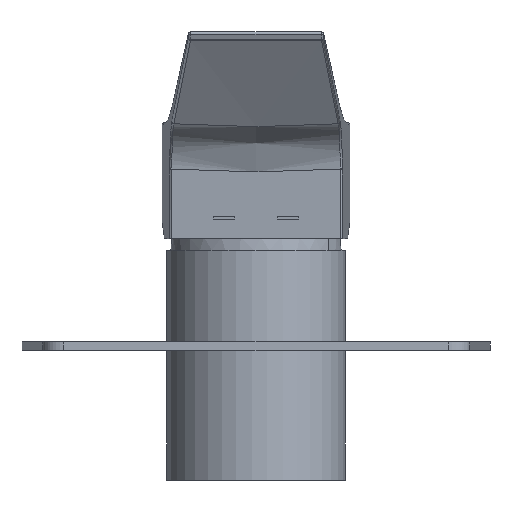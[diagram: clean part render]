
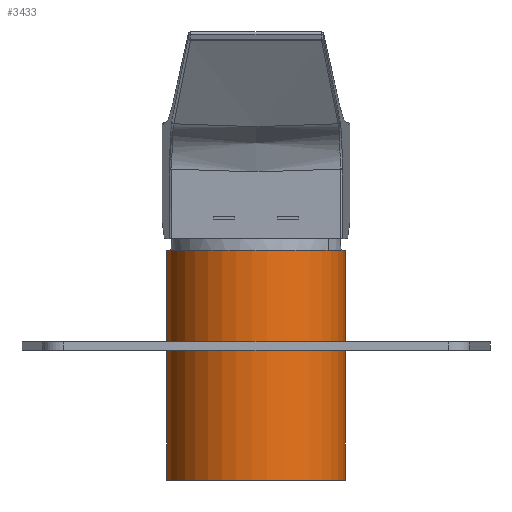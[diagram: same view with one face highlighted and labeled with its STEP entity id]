
A CAD part, front view. The second image highlights one B-rep face of the part: STEP entity #3433.
In plain terms, the highlighted cylindrical face has radius 21 mm (diameter 42 mm), a partial arc.
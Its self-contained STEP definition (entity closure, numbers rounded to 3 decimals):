
#330 = DIRECTION ( 'NONE',  ( 0., 0., -1. ) ) ;
#347 = VERTEX_POINT ( 'NONE', #7089 ) ;
#719 = DIRECTION ( 'NONE',  ( 0., 0., -1. ) ) ;
#948 = CARTESIAN_POINT ( 'NONE',  ( 0., -30., 73.5 ) ) ;
#1859 = ORIENTED_EDGE ( 'NONE', *, *, #9462, .T. ) ;
#1950 = DIRECTION ( 'NONE',  ( 0., 0., -1. ) ) ;
#2345 = VERTEX_POINT ( 'NONE', #11111 ) ;
#3433 = ADVANCED_FACE ( 'NONE', ( #10743 ), #5520, .T. ) ;
#3653 = DIRECTION ( 'NONE',  ( -0.999, 0.046, 0. ) ) ;
#3692 = EDGE_CURVE ( 'NONE', #2345, #10839, #5589, .T. ) ;
#3863 = LINE ( 'NONE', #9771, #11043 ) ;
#3935 = CARTESIAN_POINT ( 'NONE',  ( 0., -30., 73.5 ) ) ;
#4158 = CARTESIAN_POINT ( 'NONE',  ( 20.978, -30.97, 73.5 ) ) ;
#4273 = DIRECTION ( 'NONE',  ( -0.999, 0.046, 0. ) ) ;
#4343 = ORIENTED_EDGE ( 'NONE', *, *, #3692, .F. ) ;
#4392 = CIRCLE ( 'NONE', #10669, 21. ) ;
#4667 = VERTEX_POINT ( 'NONE', #6553 ) ;
#4680 = EDGE_LOOP ( 'NONE', ( #4343, #1859, #5763, #6028 ) ) ;
#4840 = DIRECTION ( 'NONE',  ( 0.999, -0.046, 0. ) ) ;
#5295 = VECTOR ( 'NONE', #719, 1000. ) ;
#5520 = CYLINDRICAL_SURFACE ( 'NONE', #6264, 21. ) ;
#5589 = CIRCLE ( 'NONE', #7027, 21. ) ;
#5763 = ORIENTED_EDGE ( 'NONE', *, *, #7483, .T. ) ;
#6028 = ORIENTED_EDGE ( 'NONE', *, *, #7416, .F. ) ;
#6264 = AXIS2_PLACEMENT_3D ( 'NONE', #3935, #330, #4840 ) ;
#6553 = CARTESIAN_POINT ( 'NONE',  ( 20.978, -30.97, 19.5 ) ) ;
#7027 = AXIS2_PLACEMENT_3D ( 'NONE', #948, #9667, #3653 ) ;
#7089 = CARTESIAN_POINT ( 'NONE',  ( -20.978, -29.03, 19.5 ) ) ;
#7416 = EDGE_CURVE ( 'NONE', #10839, #4667, #9496, .T. ) ;
#7483 = EDGE_CURVE ( 'NONE', #347, #4667, #4392, .T. ) ;
#8489 = CARTESIAN_POINT ( 'NONE',  ( 0., -30., 19.5 ) ) ;
#8549 = DIRECTION ( 'NONE',  ( 0., 0., 1. ) ) ;
#9462 = EDGE_CURVE ( 'NONE', #2345, #347, #3863, .T. ) ;
#9496 = LINE ( 'NONE', #4158, #5295 ) ;
#9667 = DIRECTION ( 'NONE',  ( 0., 0., 1. ) ) ;
#9771 = CARTESIAN_POINT ( 'NONE',  ( -20.978, -29.03, 73.5 ) ) ;
#10669 = AXIS2_PLACEMENT_3D ( 'NONE', #8489, #8549, #4273 ) ;
#10743 = FACE_OUTER_BOUND ( 'NONE', #4680, .T. ) ;
#10839 = VERTEX_POINT ( 'NONE', #10888 ) ;
#10888 = CARTESIAN_POINT ( 'NONE',  ( 20.978, -30.97, 73.5 ) ) ;
#11043 = VECTOR ( 'NONE', #1950, 1000. ) ;
#11111 = CARTESIAN_POINT ( 'NONE',  ( -20.978, -29.03, 73.5 ) ) ;
